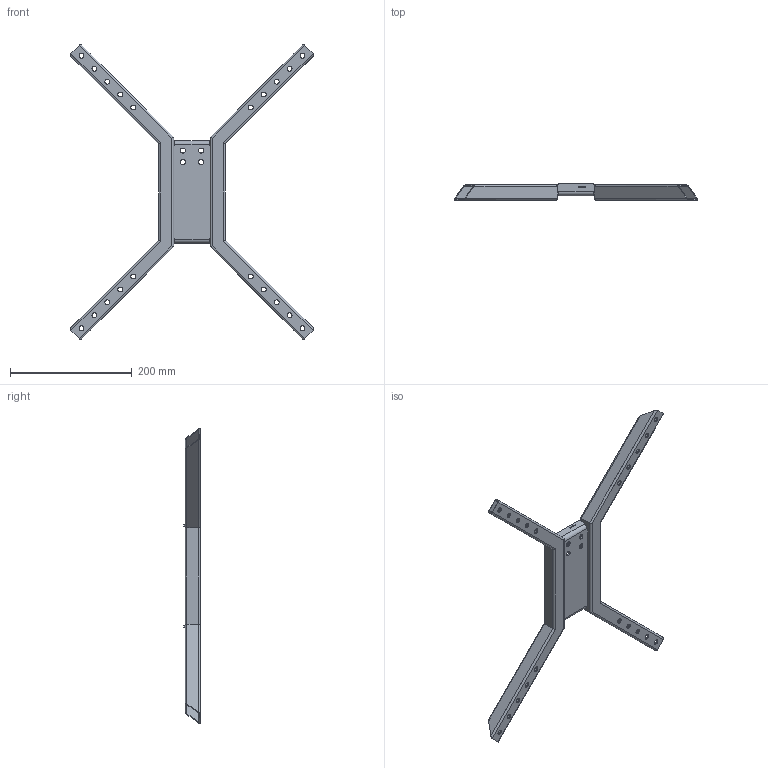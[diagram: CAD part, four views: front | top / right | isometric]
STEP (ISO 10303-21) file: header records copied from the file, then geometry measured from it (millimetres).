
FILE_DESCRIPTION(/* description */ ('STEP AP242','CAx-IF Rec.Pracs.---Representation and Presentation of Product Manufacturing Information (PMI)---4.0---2014-10-13','CAx-IF Rec.Pracs.---3D Tessellated Geometry---0.4---2014-09-14','2;1'),/* implementation_level */ '2;1');
FILE_NAME(/* name */ '678f08b62eea81493de7919f',/* time_stamp */ '2025-01-21T02:38:47Z',/* author */ (''),/* organization */ (''),/* preprocessor_version */ 'ST-DEVELOPER v20',/* originating_system */ 'ONSHAPE BY PTC INC, 1.192',/* authorisation */ ' ');
FILE_SCHEMA (('AP242_MANAGED_MODEL_BASED_3D_ENGINEERING_MIM_LF { 1 0 10303 442 1 1 4 }'));
Length unit declared in the file: millimetre
Products named in the file (3): BMS-v3.7-FRAME-HALF; Leg one piece; BMS-V3_FRAME_CENTRE
Assembly tree (3 placements, depth 2):
  BMS-v3.7-FRAME-HALF
    Leg one piece  x2
    BMS-V3_FRAME_CENTRE
Bounding box: 399.29 x 27.07 x 483.7 mm (x, y, z)
Volume: 230842.5 mm3; surface area: 224555.4 mm2
Topology: 3 solids, 3 shells, 214 faces, 609 edges, 401 vertices
Faces by surface type: cylinder 112, plane 102
Full cylindrical faces by diameter (mm): 8 x20, 8.25 x4, 10 x16
Entity records: 4779 total; most frequent: DIRECTION 812, CARTESIAN_POINT 806, ORIENTED_EDGE 776, EDGE_CURVE 388, AXIS2_PLACEMENT_3D 274, VERTEX_POINT 268, LINE 264, VECTOR 264
